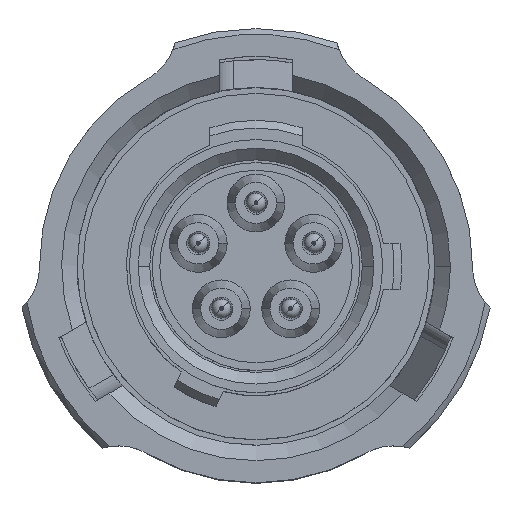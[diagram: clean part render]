
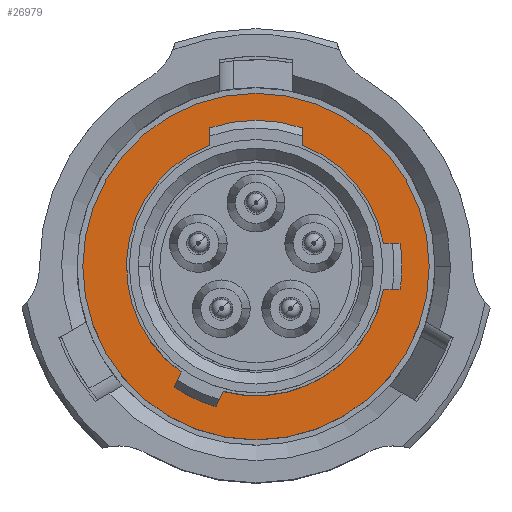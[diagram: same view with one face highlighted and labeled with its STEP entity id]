
A CAD part, top view. The second image highlights one B-rep face of the part: STEP entity #26979.
In plain terms, the highlighted planar face has unit normal (0, 0, 1).
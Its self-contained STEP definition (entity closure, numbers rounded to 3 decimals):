
#439 = EDGE_LOOP ( 'NONE', ( #30131, #17651 ) ) ;
#871 = DIRECTION ( 'NONE',  ( 0., 0., 1. ) ) ;
#996 = DIRECTION ( 'NONE',  ( 1., 0., 0. ) ) ;
#2595 = AXIS2_PLACEMENT_3D ( 'NONE', #15359, #871, #12844 ) ;
#3958 = VERTEX_POINT ( 'NONE', #9914 ) ;
#4374 = DIRECTION ( 'NONE',  ( 1., 0., 0. ) ) ;
#4863 = FACE_OUTER_BOUND ( 'NONE', #439, .T. ) ;
#5731 = AXIS2_PLACEMENT_3D ( 'NONE', #25947, #25784, #996 ) ;
#6323 = CARTESIAN_POINT ( 'NONE',  ( -4.5, 0., -6.6 ) ) ;
#7191 = DIRECTION ( 'NONE',  ( 1., 0., 0. ) ) ;
#7338 = EDGE_LOOP ( 'NONE', ( #29508, #17922 ) ) ;
#9375 = VERTEX_POINT ( 'NONE', #31432 ) ;
#9914 = CARTESIAN_POINT ( 'NONE',  ( 3.29, 0., -6.6 ) ) ;
#11288 = AXIS2_PLACEMENT_3D ( 'NONE', #11652, #11342, #7191 ) ;
#11342 = DIRECTION ( 'NONE',  ( 0., 0., 1. ) ) ;
#11652 = CARTESIAN_POINT ( 'NONE',  ( 0., 0., -6.6 ) ) ;
#12581 = EDGE_CURVE ( 'NONE', #9375, #3958, #24542, .T. ) ;
#12673 = AXIS2_PLACEMENT_3D ( 'NONE', #13693, #25580, #30807 ) ;
#12844 = DIRECTION ( 'NONE',  ( 1., 0., 0. ) ) ;
#13502 = CIRCLE ( 'NONE', #20114, 4.5 ) ;
#13604 = CARTESIAN_POINT ( 'NONE',  ( 0., 0., -6.6 ) ) ;
#13693 = CARTESIAN_POINT ( 'NONE',  ( 0., 3.29, -6.6 ) ) ;
#13728 = EDGE_CURVE ( 'NONE', #15038, #19613, #13502, .T. ) ;
#15038 = VERTEX_POINT ( 'NONE', #6323 ) ;
#15359 = CARTESIAN_POINT ( 'NONE',  ( 0., 0., -6.6 ) ) ;
#17651 = ORIENTED_EDGE ( 'NONE', *, *, #13728, .T. ) ;
#17922 = ORIENTED_EDGE ( 'NONE', *, *, #12581, .F. ) ;
#19613 = VERTEX_POINT ( 'NONE', #29601 ) ;
#20008 = CIRCLE ( 'NONE', #5731, 3.29 ) ;
#20114 = AXIS2_PLACEMENT_3D ( 'NONE', #13604, #23995, #4374 ) ;
#20559 = FACE_BOUND ( 'NONE', #7338, .T. ) ;
#20916 = EDGE_CURVE ( 'NONE', #19613, #15038, #21986, .T. ) ;
#21986 = CIRCLE ( 'NONE', #11288, 4.5 ) ;
#23995 = DIRECTION ( 'NONE',  ( 0., 0., 1. ) ) ;
#24542 = CIRCLE ( 'NONE', #2595, 3.29 ) ;
#25580 = DIRECTION ( 'NONE',  ( 0., 0., -1. ) ) ;
#25784 = DIRECTION ( 'NONE',  ( 0., 0., 1. ) ) ;
#25947 = CARTESIAN_POINT ( 'NONE',  ( 0., 0., -6.6 ) ) ;
#26979 = ADVANCED_FACE ( 'NONE', ( #20559, #4863 ), #27298, .F. ) ;
#27298 = PLANE ( 'NONE',  #12673 ) ;
#29508 = ORIENTED_EDGE ( 'NONE', *, *, #29944, .F. ) ;
#29601 = CARTESIAN_POINT ( 'NONE',  ( 4.5, 0., -6.6 ) ) ;
#29944 = EDGE_CURVE ( 'NONE', #3958, #9375, #20008, .T. ) ;
#30131 = ORIENTED_EDGE ( 'NONE', *, *, #20916, .T. ) ;
#30807 = DIRECTION ( 'NONE',  ( -1., 0., 0. ) ) ;
#31432 = CARTESIAN_POINT ( 'NONE',  ( -3.29, 0., -6.6 ) ) ;
